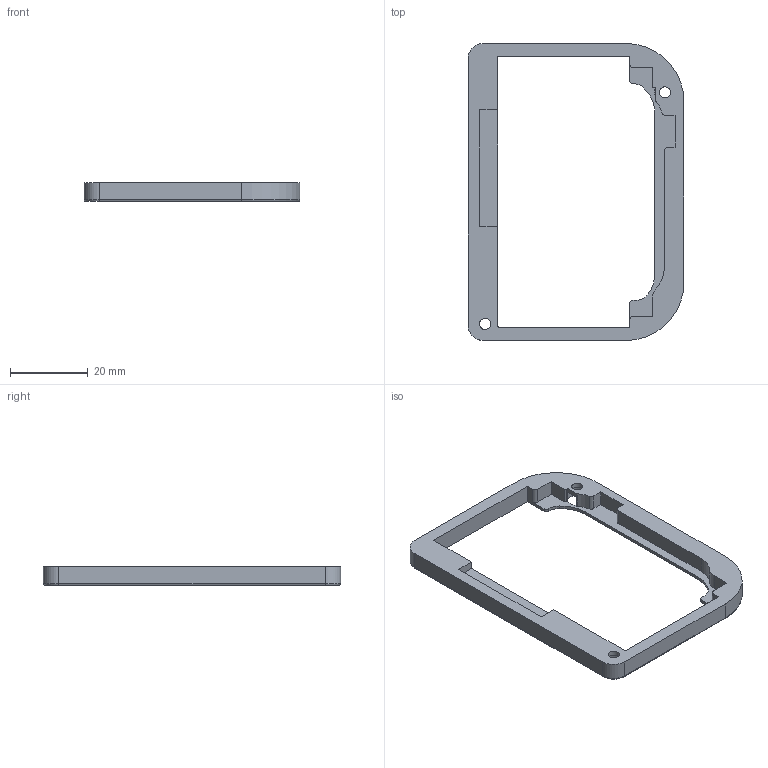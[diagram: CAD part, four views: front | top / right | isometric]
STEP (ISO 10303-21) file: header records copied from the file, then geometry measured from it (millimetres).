
FILE_DESCRIPTION(/* description */ (''),/* implementation_level */ '2;1');
FILE_NAME(/* name */ 'coverplate012.stp',/* time_stamp */ '2022-05-24T15:46:31+09:00',/* author */ (''),/* organization */ (''),/* preprocessor_version */ 'ST-DEVELOPER v15.2',/* originating_system */ 'Autodesk Translator Framework v2.0.0.5431',/* authorisation */ '');
FILE_SCHEMA (('AUTOMOTIVE_DESIGN { 1 0 10303 214 3 1 1 }'));
Length unit declared in the file: centimetre
Products named in the file (1): coverplate012
Bounding box: 55.6 x 76.5 x 4.8 mm (x, y, z)
Volume: 5635.9 mm3; surface area: 5206.6 mm2
Topology: 1 solids, 1 shells, 65 faces, 182 edges, 119 vertices
Faces by surface type: plane 31, cylinder 30, torus 4
Full cylindrical faces by diameter (mm): 2.9 x2, 5.4 x2
Entity records: 2103 total; most frequent: DIRECTION 374, CARTESIAN_POINT 359, ORIENTED_EDGE 352, EDGE_CURVE 176, AXIS2_PLACEMENT_3D 132, VERTEX_POINT 117, LINE 110, VECTOR 110
